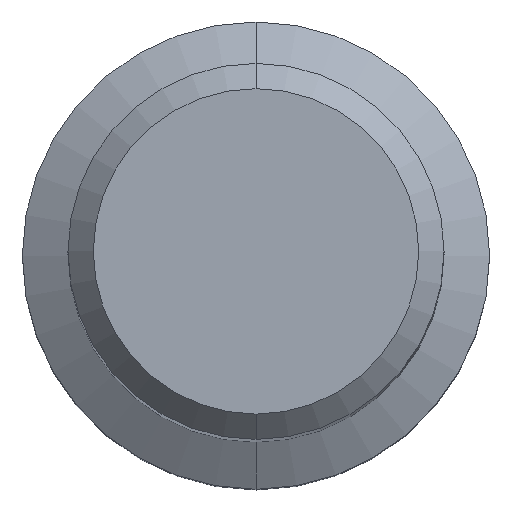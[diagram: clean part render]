
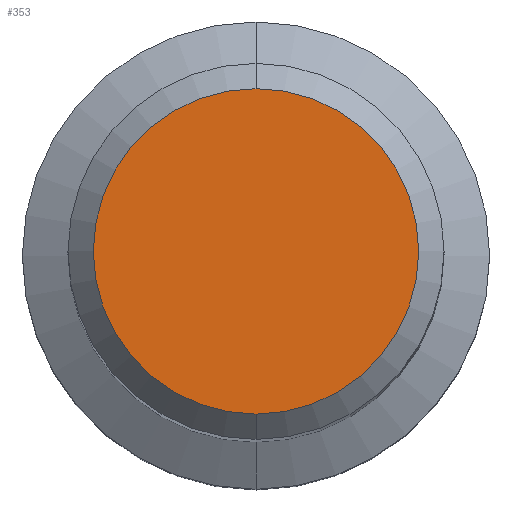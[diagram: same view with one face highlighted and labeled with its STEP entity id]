
A CAD part, top view. The second image highlights one B-rep face of the part: STEP entity #353.
In plain terms, the highlighted planar face has unit normal (0, 0, 1).
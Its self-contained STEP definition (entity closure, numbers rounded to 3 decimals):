
#293=EDGE_CURVE('',#355,#307,#688,.T.);
#307=VERTEX_POINT('',#703);
#353=ADVANCED_FACE('',(#752),#753,.T.);
#355=VERTEX_POINT('',#755);
#415=EDGE_CURVE('',#307,#355,#821,.T.);
#688=CIRCLE('',#1219,7.661);
#703=CARTESIAN_POINT('',(0.0,7.661,0.0));
#752=FACE_OUTER_BOUND('',#1383,.T.);
#753=PLANE('',#1384);
#755=CARTESIAN_POINT('',(0.,-7.661,0.0));
#821=CIRCLE('',#1483,7.661);
#1219=AXIS2_PLACEMENT_3D('',#1945,#1946,#1947);
#1383=EDGE_LOOP('',(#1994,#1995));
#1384=AXIS2_PLACEMENT_3D('',#1996,#1997,#1998);
#1483=AXIS2_PLACEMENT_3D('',#2070,#2071,#2072);
#1945=CARTESIAN_POINT('',(0.0,0.0,0.0));
#1946=DIRECTION('',(0.0,0.0,-1.0));
#1947=DIRECTION('',(0.0,1.0,0.0));
#1994=ORIENTED_EDGE('',*,*,#415,.F.);
#1995=ORIENTED_EDGE('',*,*,#293,.F.);
#1996=CARTESIAN_POINT('',(0.0,3.831,0.0));
#1997=DIRECTION('',(-0.0,0.0,1.0));
#1998=DIRECTION('',(0.0,-1.0,0.0));
#2070=CARTESIAN_POINT('',(0.0,0.0,0.0));
#2071=DIRECTION('',(0.0,0.0,-1.0));
#2072=DIRECTION('',(0.0,1.0,0.0));
